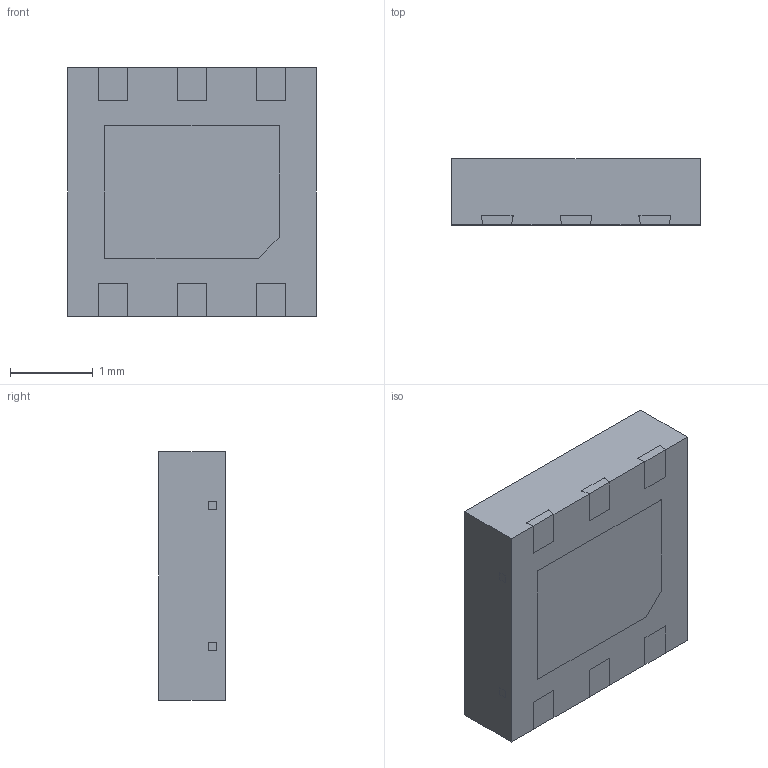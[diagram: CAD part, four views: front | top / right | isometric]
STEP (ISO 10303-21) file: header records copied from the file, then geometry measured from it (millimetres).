
FILE_DESCRIPTION((''),'2;1');
FILE_NAME('SDE06A_ASM','2012-02-08T',('CKXSSC'),(''),'PRO/ENGINEER BY PARAMETRIC TECHNOLOGY CORPORATION, 2011220','PRO/ENGINEER BY PARAMETRIC TECHNOLOGY CORPORATION, 2011220','');
FILE_SCHEMA(('AUTOMOTIVE_DESIGN_CC2 { 1 2 10303 214 -1 1 5 2 }'));
Length unit declared in the file: millimetre
Products named in the file (3): BODY_SDE06A; FRAME_SDE06A; SDE06A_ASM
Assembly tree (2 placements, depth 2):
  SDE06A_ASM
    BODY_SDE06A
    FRAME_SDE06A
Bounding box: 3 x 0.8 x 3 mm (x, y, z)
Volume: 7.2 mm3; surface area: 37.4 mm2
Topology: 12 solids, 12 shells, 147 faces, 354 edges, 236 vertices
Faces by surface type: plane 125, cylinder 22
Entity records: 5514 total; most frequent: CARTESIAN_POINT 854, ORIENTED_EDGE 708, DIRECTION 624, PRESENTATION_STYLE_ASSIGNMENT 373, STYLED_ITEM 366, CURVE_STYLE 354, EDGE_CURVE 354, VECTOR 320
